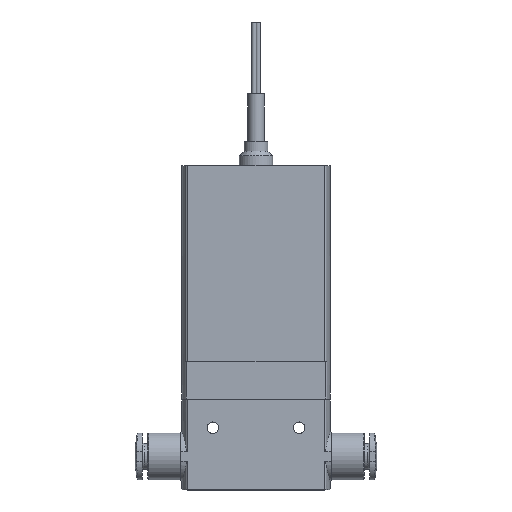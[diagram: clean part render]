
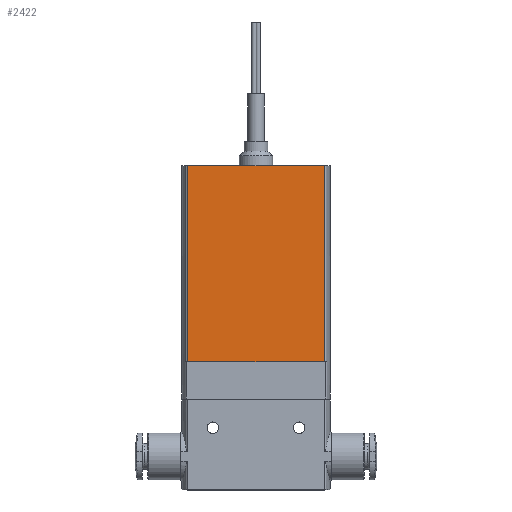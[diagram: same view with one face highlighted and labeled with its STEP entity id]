
A CAD part, top view. The second image highlights one B-rep face of the part: STEP entity #2422.
In plain terms, the highlighted planar face has unit normal (0, 0, 1).
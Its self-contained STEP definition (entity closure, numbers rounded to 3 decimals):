
#305=ORIENTED_EDGE('',*,*,#766,.T.);
#306=ORIENTED_EDGE('',*,*,#775,.F.);
#307=ORIENTED_EDGE('',*,*,#776,.F.);
#308=ORIENTED_EDGE('',*,*,#773,.T.);
#766=EDGE_CURVE('',#1003,#1002,#1168,.T.);
#773=EDGE_CURVE('',#1007,#1003,#1172,.T.);
#775=EDGE_CURVE('',#1008,#1002,#1173,.T.);
#776=EDGE_CURVE('',#1007,#1008,#1174,.T.);
#1002=VERTEX_POINT('',#3477);
#1003=VERTEX_POINT('',#3479);
#1007=VERTEX_POINT('',#3493);
#1008=VERTEX_POINT('',#3497);
#1168=LINE('',#3478,#1255);
#1172=LINE('',#3492,#1259);
#1173=LINE('',#3496,#1260);
#1174=LINE('',#3498,#1261);
#1255=VECTOR('',#2864,1000.);
#1259=VECTOR('',#2880,1000.);
#1260=VECTOR('',#2885,1000.);
#1261=VECTOR('',#2886,1000.);
#1344=EDGE_LOOP('',(#305,#306,#307,#308));
#1545=FACE_BOUND('',#1344,.T.);
#1743=PLANE('',#2586);
#2422=ADVANCED_FACE('',(#1545),#1743,.F.);
#2586=AXIS2_PLACEMENT_3D('',#3495,#2883,#2884);
#2864=DIRECTION('',(1.,0.,0.));
#2880=DIRECTION('',(0.,-1.,0.));
#2883=DIRECTION('',(0.,0.,-1.));
#2884=DIRECTION('',(-1.,0.,0.));
#2885=DIRECTION('',(0.,-1.,0.));
#2886=DIRECTION('',(1.,0.,0.));
#3477=CARTESIAN_POINT('',(14.284,0.,5.));
#3478=CARTESIAN_POINT('',(-14.284,0.,5.));
#3479=CARTESIAN_POINT('',(-14.284,0.,5.));
#3492=CARTESIAN_POINT('',(-14.284,41.,5.));
#3493=CARTESIAN_POINT('',(-14.284,41.,5.));
#3495=CARTESIAN_POINT('',(-14.284,41.,5.));
#3496=CARTESIAN_POINT('',(14.284,41.,5.));
#3497=CARTESIAN_POINT('',(14.284,41.,5.));
#3498=CARTESIAN_POINT('',(-14.284,41.,5.));
